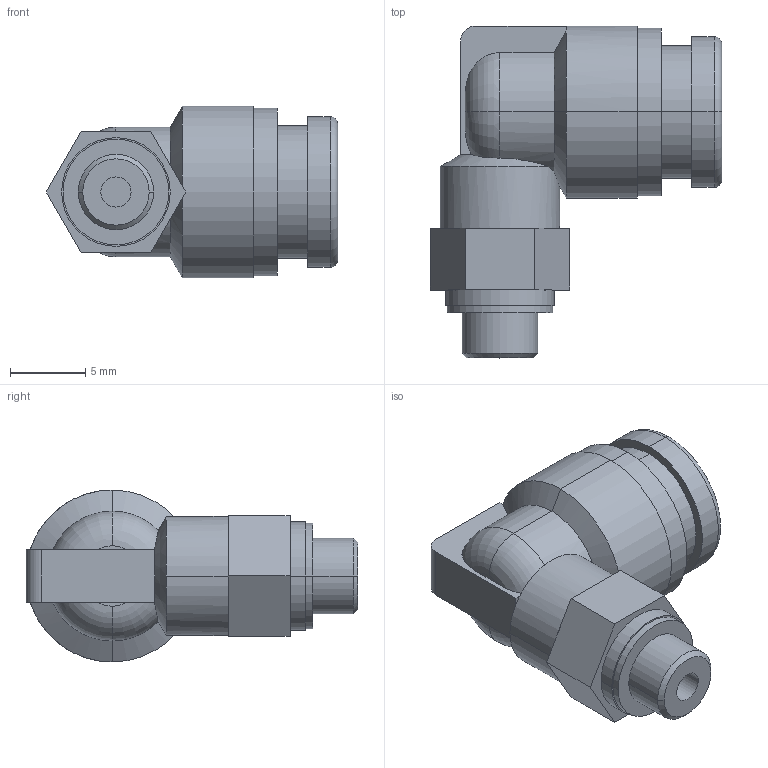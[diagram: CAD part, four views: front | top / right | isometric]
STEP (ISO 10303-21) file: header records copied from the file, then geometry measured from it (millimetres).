
FILE_DESCRIPTION (( 'STEP AP214' ), '1' );
FILE_NAME ('KQB2L06-M5.STEP', '2017-04-26T07:01:21', ( 'SONIC' ), ( 'UNITCOM PC' ), 'SwSTEP 2.0', 'SolidWorks 2015', '' );
FILE_SCHEMA (( 'AUTOMOTIVE_DESIGN' ));
Length unit declared in the file: millimetre
Products named in the file (1): KQB2L06-M5
Bounding box: 19.32 x 22 x 11.4 mm (x, y, z)
Volume: 1409 mm3; surface area: 1443.9 mm2
Topology: 1 solids, 1 shells, 69 faces, 160 edges, 102 vertices
Faces by surface type: plane 33, cylinder 24, cone 6, torus 6
Entity records: 2091 total; most frequent: CARTESIAN_POINT 456, DIRECTION 351, ORIENTED_EDGE 320, EDGE_CURVE 160, AXIS2_PLACEMENT_3D 141, VERTEX_POINT 102, EDGE_LOOP 78, CIRCLE 71
